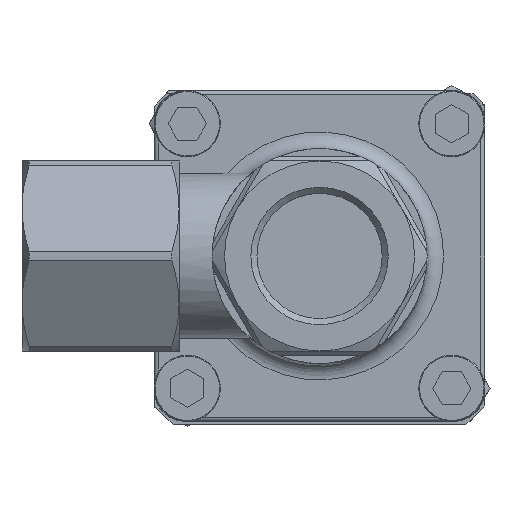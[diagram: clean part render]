
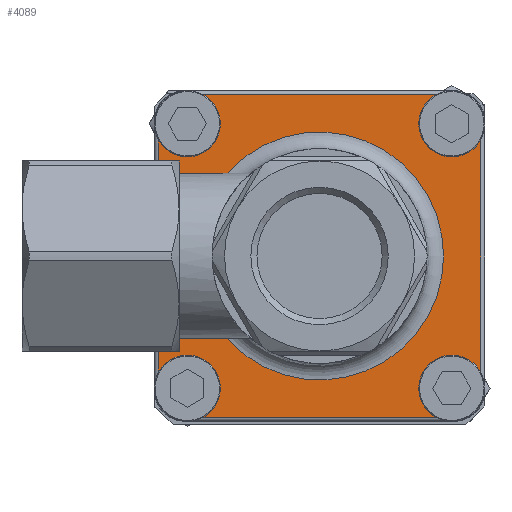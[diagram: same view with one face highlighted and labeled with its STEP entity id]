
A CAD part, front view. The second image highlights one B-rep face of the part: STEP entity #4089.
In plain terms, the highlighted planar face has unit normal (0, -1, 0).
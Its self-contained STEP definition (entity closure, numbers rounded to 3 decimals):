
#69=B_SPLINE_CURVE_WITH_KNOTS('',3,(#7197,#7198,#7199,#7200),
 .UNSPECIFIED.,.F.,.F.,(4,4),(0.043,0.045),
 .UNSPECIFIED.);
#133=(
BOUNDED_CURVE()
B_SPLINE_CURVE(2,(#7215,#7216,#7217),.UNSPECIFIED.,.F.,.F.)
B_SPLINE_CURVE_WITH_KNOTS((3,3),(-0.863,-0.688),
 .UNSPECIFIED.)
CURVE()
GEOMETRIC_REPRESENTATION_ITEM()
RATIONAL_B_SPLINE_CURVE((1.269,1.246,1.221))
REPRESENTATION_ITEM('')
);
#360=LINE('',#7186,#607);
#361=LINE('',#7187,#608);
#362=LINE('',#7191,#609);
#375=LINE('',#7318,#622);
#378=LINE('',#7333,#625);
#381=LINE('',#7347,#628);
#382=LINE('',#7348,#629);
#383=LINE('',#7349,#630);
#384=LINE('',#7350,#631);
#385=LINE('',#7351,#632);
#386=LINE('',#7352,#633);
#387=LINE('',#7353,#634);
#607=VECTOR('',#5582,6.678);
#608=VECTOR('',#5583,6.678);
#609=VECTOR('',#5586,0.267);
#622=VECTOR('',#5647,4.135);
#625=VECTOR('',#5654,4.135);
#628=VECTOR('',#5661,57.118);
#629=VECTOR('',#5662,57.118);
#630=VECTOR('',#5663,9.752);
#631=VECTOR('',#5664,4.418);
#632=VECTOR('',#5665,5.047);
#633=VECTOR('',#5666,9.752);
#634=VECTOR('',#5667,57.118);
#777=PLANE('',#4554);
#1136=FACE_OUTER_BOUND('',#1467,.T.);
#1467=EDGE_LOOP('',(#3566,#3567,#3568,#3569,#3570,#3571,#3572,#3573,#3574,
#3575,#3576,#3577,#3578,#3579,#3580,#3581,#3582,#3583,#3584));
#1568=CIRCLE('',#4220,7.8);
#1577=CIRCLE('',#4244,7.8);
#1586=CIRCLE('',#4268,7.8);
#1627=CIRCLE('',#4376,7.8);
#1668=CIRCLE('',#4498,30.);
#1773=VERTEX_POINT('',#6161);
#1774=VERTEX_POINT('',#6162);
#1795=VERTEX_POINT('',#6227);
#1796=VERTEX_POINT('',#6228);
#1817=VERTEX_POINT('',#6293);
#1818=VERTEX_POINT('',#6294);
#1918=VERTEX_POINT('',#6673);
#1919=VERTEX_POINT('',#6674);
#2007=VERTEX_POINT('',#7026);
#2008=VERTEX_POINT('',#7039);
#2047=VERTEX_POINT('',#7183);
#2048=VERTEX_POINT('',#7184);
#2049=VERTEX_POINT('',#7189);
#2050=VERTEX_POINT('',#7190);
#2052=VERTEX_POINT('',#7196);
#2056=VERTEX_POINT('',#7213);
#2057=VERTEX_POINT('',#7214);
#2079=VERTEX_POINT('',#7317);
#2083=VERTEX_POINT('',#7332);
#2164=EDGE_CURVE('',#1774,#1773,#1568,.T.);
#2193=EDGE_CURVE('',#1796,#1795,#1577,.T.);
#2222=EDGE_CURVE('',#1818,#1817,#1586,.T.);
#2362=EDGE_CURVE('',#1919,#1918,#1627,.T.);
#2509=EDGE_CURVE('',#2008,#2007,#1668,.T.);
#2551=EDGE_CURVE('',#2007,#2047,#360,.T.);
#2552=EDGE_CURVE('',#2048,#2008,#361,.T.);
#2553=EDGE_CURVE('',#2049,#2050,#362,.T.);
#2556=EDGE_CURVE('',#2052,#2049,#69,.T.);
#2561=EDGE_CURVE('',#2056,#2057,#133,.T.);
#2598=EDGE_CURVE('',#2079,#2052,#375,.T.);
#2604=EDGE_CURVE('',#2057,#2083,#378,.T.);
#2610=EDGE_CURVE('',#1773,#1818,#381,.T.);
#2611=EDGE_CURVE('',#1817,#1796,#382,.T.);
#2612=EDGE_CURVE('',#1795,#2083,#383,.T.);
#2613=EDGE_CURVE('',#2056,#2048,#384,.T.);
#2614=EDGE_CURVE('',#2047,#2050,#385,.T.);
#2615=EDGE_CURVE('',#2079,#1919,#386,.T.);
#2616=EDGE_CURVE('',#1918,#1774,#387,.T.);
#3566=ORIENTED_EDGE('',*,*,#2164,.T.);
#3567=ORIENTED_EDGE('',*,*,#2610,.T.);
#3568=ORIENTED_EDGE('',*,*,#2222,.T.);
#3569=ORIENTED_EDGE('',*,*,#2611,.T.);
#3570=ORIENTED_EDGE('',*,*,#2193,.T.);
#3571=ORIENTED_EDGE('',*,*,#2612,.T.);
#3572=ORIENTED_EDGE('',*,*,#2604,.F.);
#3573=ORIENTED_EDGE('',*,*,#2561,.F.);
#3574=ORIENTED_EDGE('',*,*,#2613,.T.);
#3575=ORIENTED_EDGE('',*,*,#2552,.T.);
#3576=ORIENTED_EDGE('',*,*,#2509,.T.);
#3577=ORIENTED_EDGE('',*,*,#2551,.T.);
#3578=ORIENTED_EDGE('',*,*,#2614,.T.);
#3579=ORIENTED_EDGE('',*,*,#2553,.F.);
#3580=ORIENTED_EDGE('',*,*,#2556,.F.);
#3581=ORIENTED_EDGE('',*,*,#2598,.F.);
#3582=ORIENTED_EDGE('',*,*,#2615,.T.);
#3583=ORIENTED_EDGE('',*,*,#2362,.T.);
#3584=ORIENTED_EDGE('',*,*,#2616,.T.);
#4089=ADVANCED_FACE('',(#1136),#777,.T.);
#4220=AXIS2_PLACEMENT_3D('',#6164,#4786,#4787);
#4244=AXIS2_PLACEMENT_3D('',#6230,#4854,#4855);
#4268=AXIS2_PLACEMENT_3D('',#6296,#4922,#4923);
#4376=AXIS2_PLACEMENT_3D('',#6676,#5201,#5202);
#4498=AXIS2_PLACEMENT_3D('',#7040,#5514,#5515);
#4554=AXIS2_PLACEMENT_3D('',#7346,#5659,#5660);
#4786=DIRECTION('center_axis',(0.,1.,0.));
#4787=DIRECTION('ref_axis',(0.,0.,-1.));
#4854=DIRECTION('center_axis',(0.,1.,0.));
#4855=DIRECTION('ref_axis',(0.,0.,1.));
#4922=DIRECTION('center_axis',(0.,1.,0.));
#4923=DIRECTION('ref_axis',(1.,0.,0.));
#5201=DIRECTION('center_axis',(0.,1.,0.));
#5202=DIRECTION('ref_axis',(-1.,0.,0.));
#5514=DIRECTION('center_axis',(0.,1.,0.));
#5515=DIRECTION('ref_axis',(0.,0.,1.));
#5582=DIRECTION('',(-1.,0.,0.));
#5583=DIRECTION('',(1.,0.,0.));
#5586=DIRECTION('',(1.,0.,0.));
#5647=DIRECTION('',(1.,0.,0.));
#5654=DIRECTION('',(-1.,0.,0.));
#5659=DIRECTION('center_axis',(0.,-1.,0.));
#5660=DIRECTION('ref_axis',(0.,0.,1.));
#5661=DIRECTION('',(0.,0.,1.));
#5662=DIRECTION('',(-1.,0.,0.));
#5663=DIRECTION('',(0.,0.,-1.));
#5664=DIRECTION('',(0.,0.,-1.));
#5665=DIRECTION('',(0.,0.,-1.));
#5666=DIRECTION('',(0.,0.,-1.));
#5667=DIRECTION('',(1.,0.,0.));
#6161=CARTESIAN_POINT('',(39.,-106.8,-28.559));
#6162=CARTESIAN_POINT('',(28.559,-106.8,-39.));
#6164=CARTESIAN_POINT('Origin',(32.,-106.8,-32.));
#6227=CARTESIAN_POINT('',(-39.,-106.8,28.559));
#6228=CARTESIAN_POINT('',(-28.559,-106.8,39.));
#6230=CARTESIAN_POINT('Origin',(-32.,-106.8,32.));
#6293=CARTESIAN_POINT('',(28.559,-106.8,39.));
#6294=CARTESIAN_POINT('',(39.,-106.8,28.559));
#6296=CARTESIAN_POINT('Origin',(32.,-106.8,32.));
#6673=CARTESIAN_POINT('',(-28.559,-106.8,-39.));
#6674=CARTESIAN_POINT('',(-39.,-106.8,-28.559));
#6676=CARTESIAN_POINT('Origin',(-32.,-106.8,-32.));
#7026=CARTESIAN_POINT('',(-27.322,-106.8,-12.39));
#7039=CARTESIAN_POINT('',(-27.322,-106.8,12.39));
#7040=CARTESIAN_POINT('Origin',(0.,-106.8,0.));
#7183=CARTESIAN_POINT('',(-34.,-106.8,-12.39));
#7184=CARTESIAN_POINT('',(-34.,-106.8,12.39));
#7186=CARTESIAN_POINT('',(-72.,-106.8,-12.39));
#7187=CARTESIAN_POINT('',(-72.,-106.8,12.39));
#7189=CARTESIAN_POINT('',(-34.267,-106.8,-17.437));
#7190=CARTESIAN_POINT('',(-34.,-106.8,-17.437));
#7191=CARTESIAN_POINT('',(-36.5,-106.8,-17.437));
#7196=CARTESIAN_POINT('',(-34.865,-106.8,-18.807));
#7197=CARTESIAN_POINT('Ctrl Pts',(-34.865,-106.8,-18.807));
#7198=CARTESIAN_POINT('Ctrl Pts',(-34.663,-106.8,-18.351));
#7199=CARTESIAN_POINT('Ctrl Pts',(-34.464,-106.8,-17.895));
#7200=CARTESIAN_POINT('Ctrl Pts',(-34.267,-106.8,-17.437));
#7213=CARTESIAN_POINT('',(-34.,-106.8,16.808));
#7214=CARTESIAN_POINT('',(-34.865,-106.8,18.807));
#7215=CARTESIAN_POINT('Ctrl Pts',(-34.,-106.8,16.808));
#7216=CARTESIAN_POINT('Ctrl Pts',(-34.408,-106.8,17.776));
#7217=CARTESIAN_POINT('Ctrl Pts',(-34.865,-106.8,18.807));
#7317=CARTESIAN_POINT('',(-39.,-106.8,-18.807));
#7318=CARTESIAN_POINT('',(40.,-106.8,-18.807));
#7332=CARTESIAN_POINT('',(-39.,-106.8,18.807));
#7333=CARTESIAN_POINT('',(40.,-106.8,18.807));
#7346=CARTESIAN_POINT('Origin',(40.,-106.8,40.));
#7347=CARTESIAN_POINT('',(39.,-106.8,32.5));
#7348=CARTESIAN_POINT('',(-32.5,-106.8,39.));
#7349=CARTESIAN_POINT('',(-39.,-106.8,-32.5));
#7350=CARTESIAN_POINT('',(-34.,-106.8,40.));
#7351=CARTESIAN_POINT('',(-34.,-106.8,40.));
#7352=CARTESIAN_POINT('',(-39.,-106.8,-32.5));
#7353=CARTESIAN_POINT('',(32.5,-106.8,-39.));
